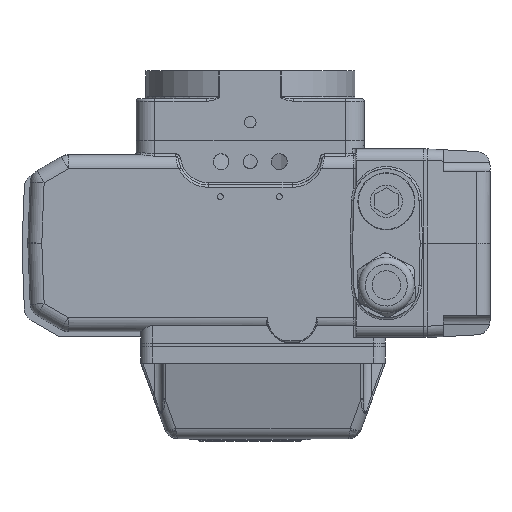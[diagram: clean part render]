
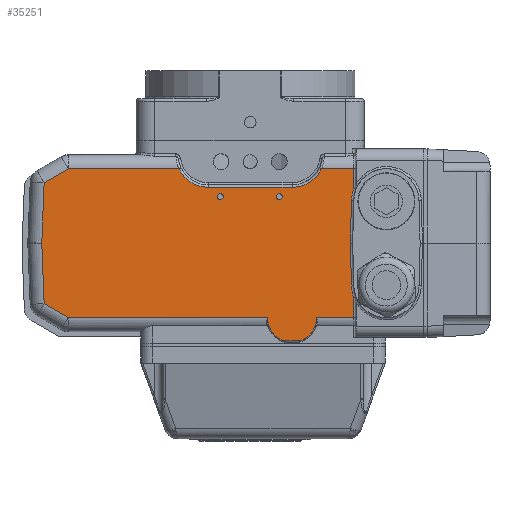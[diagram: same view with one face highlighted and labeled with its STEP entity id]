
A CAD part, front view. The second image highlights one B-rep face of the part: STEP entity #35251.
In plain terms, the highlighted face is planar.
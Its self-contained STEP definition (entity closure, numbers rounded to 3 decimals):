
#1862=LINE('',#51967,#4831);
#1868=LINE('',#52016,#4837);
#1870=LINE('',#52031,#4839);
#1872=LINE('',#52037,#4841);
#1874=LINE('',#52053,#4843);
#1913=LINE('',#52706,#4882);
#1920=LINE('',#52901,#4889);
#1923=LINE('',#52912,#4892);
#1925=LINE('',#52920,#4894);
#1928=LINE('',#52935,#4897);
#1930=LINE('',#52945,#4899);
#1932=LINE('',#52952,#4901);
#2415=LINE('',#54973,#5384);
#2416=LINE('',#54974,#5385);
#4831=VECTOR('',#41264,1000.);
#4837=VECTOR('',#41306,1000.);
#4839=VECTOR('',#41318,1000.);
#4841=VECTOR('',#41324,1000.);
#4843=VECTOR('',#41336,1000.);
#4882=VECTOR('',#41535,1000.);
#4889=VECTOR('',#41590,1000.);
#4892=VECTOR('',#41603,1000.);
#4894=VECTOR('',#41613,1000.);
#4897=VECTOR('',#41620,1000.);
#4899=VECTOR('',#41632,1000.);
#4901=VECTOR('',#41642,1000.);
#5384=VECTOR('',#43653,1000.);
#5385=VECTOR('',#43654,1000.);
#7793=CIRCLE('',#37440,10.5);
#7794=CIRCLE('',#37442,10.5);
#7803=CIRCLE('',#37458,15.);
#7806=CIRCLE('',#37464,15.);
#7857=CIRCLE('',#37543,14.);
#7865=CIRCLE('',#37555,14.);
#8256=CIRCLE('',#38354,1.25);
#8257=CIRCLE('',#38355,1.25);
#11579=ORIENTED_EDGE('',*,*,#21190,.F.);
#11580=ORIENTED_EDGE('',*,*,#21191,.F.);
#11581=ORIENTED_EDGE('',*,*,#20253,.T.);
#11582=ORIENTED_EDGE('',*,*,#20082,.T.);
#11583=ORIENTED_EDGE('',*,*,#20079,.T.);
#11584=ORIENTED_EDGE('',*,*,#20081,.T.);
#11585=ORIENTED_EDGE('',*,*,#21192,.T.);
#11586=ORIENTED_EDGE('',*,*,#20098,.T.);
#11587=ORIENTED_EDGE('',*,*,#20101,.T.);
#11588=ORIENTED_EDGE('',*,*,#20104,.T.);
#11589=ORIENTED_EDGE('',*,*,#20107,.T.);
#11590=ORIENTED_EDGE('',*,*,#20110,.T.);
#11591=ORIENTED_EDGE('',*,*,#20113,.T.);
#11592=ORIENTED_EDGE('',*,*,#21193,.T.);
#11593=ORIENTED_EDGE('',*,*,#20222,.T.);
#11594=ORIENTED_EDGE('',*,*,#20216,.T.);
#11595=ORIENTED_EDGE('',*,*,#20210,.T.);
#11596=ORIENTED_EDGE('',*,*,#20258,.T.);
#11597=ORIENTED_EDGE('',*,*,#20263,.T.);
#11598=ORIENTED_EDGE('',*,*,#20267,.T.);
#11599=ORIENTED_EDGE('',*,*,#20243,.T.);
#11600=ORIENTED_EDGE('',*,*,#20249,.T.);
#20079=EDGE_CURVE('',#25341,#25344,#1862,.T.);
#20081=EDGE_CURVE('',#25344,#25335,#7793,.T.);
#20082=EDGE_CURVE('',#25340,#25341,#7794,.T.);
#20098=EDGE_CURVE('',#25348,#25355,#1868,.T.);
#20101=EDGE_CURVE('',#25355,#25357,#7803,.T.);
#20104=EDGE_CURVE('',#25357,#25359,#1870,.T.);
#20107=EDGE_CURVE('',#25359,#25361,#1872,.T.);
#20110=EDGE_CURVE('',#25361,#25363,#7806,.T.);
#20113=EDGE_CURVE('',#25363,#25365,#1874,.T.);
#20210=EDGE_CURVE('',#25432,#25428,#7857,.T.);
#20216=EDGE_CURVE('',#25436,#25432,#1913,.T.);
#20222=EDGE_CURVE('',#25440,#25436,#7865,.T.);
#20243=EDGE_CURVE('',#25450,#25452,#1920,.T.);
#20249=EDGE_CURVE('',#25452,#25455,#1923,.T.);
#20253=EDGE_CURVE('',#25455,#25340,#1925,.T.);
#20258=EDGE_CURVE('',#25428,#25460,#1928,.T.);
#20263=EDGE_CURVE('',#25460,#25463,#1930,.T.);
#20267=EDGE_CURVE('',#25463,#25450,#1932,.T.);
#21190=EDGE_CURVE('',#26028,#26028,#8256,.T.);
#21191=EDGE_CURVE('',#26029,#26029,#8257,.T.);
#21192=EDGE_CURVE('',#25335,#25348,#2415,.T.);
#21193=EDGE_CURVE('',#25365,#25440,#2416,.T.);
#25335=VERTEX_POINT('',#51861);
#25340=VERTEX_POINT('',#51941);
#25341=VERTEX_POINT('',#51958);
#25344=VERTEX_POINT('',#51966);
#25348=VERTEX_POINT('',#51987);
#25355=VERTEX_POINT('',#52015);
#25357=VERTEX_POINT('',#52021);
#25359=VERTEX_POINT('',#52030);
#25361=VERTEX_POINT('',#52036);
#25363=VERTEX_POINT('',#52046);
#25365=VERTEX_POINT('',#52052);
#25428=VERTEX_POINT('',#52663);
#25432=VERTEX_POINT('',#52691);
#25436=VERTEX_POINT('',#52703);
#25440=VERTEX_POINT('',#52715);
#25450=VERTEX_POINT('',#52895);
#25452=VERTEX_POINT('',#52900);
#25455=VERTEX_POINT('',#52911);
#25460=VERTEX_POINT('',#52934);
#25463=VERTEX_POINT('',#52944);
#26028=VERTEX_POINT('',#54970);
#26029=VERTEX_POINT('',#54972);
#29262=EDGE_LOOP('',(#11579));
#29263=EDGE_LOOP('',(#11580));
#29264=EDGE_LOOP('',(#11581,#11582,#11583,#11584,#11585,#11586,#11587,#11588,
#11589,#11590,#11591,#11592,#11593,#11594,#11595,#11596,#11597,#11598,#11599,
#11600));
#31780=FACE_BOUND('',#29262,.T.);
#31781=FACE_BOUND('',#29263,.T.);
#31782=FACE_BOUND('',#29264,.T.);
#34004=PLANE('',#38353);
#35251=ADVANCED_FACE('',(#31780,#31781,#31782),#34004,.T.);
#37440=AXIS2_PLACEMENT_3D('',#51970,#41269,#41270);
#37442=AXIS2_PLACEMENT_3D('',#51972,#41273,#41274);
#37458=AXIS2_PLACEMENT_3D('',#52022,#41312,#41313);
#37464=AXIS2_PLACEMENT_3D('',#52047,#41328,#41329);
#37543=AXIS2_PLACEMENT_3D('',#52694,#41522,#41523);
#37555=AXIS2_PLACEMENT_3D('',#52718,#41550,#41551);
#38353=AXIS2_PLACEMENT_3D('',#54968,#43647,#43648);
#38354=AXIS2_PLACEMENT_3D('',#54969,#43649,#43650);
#38355=AXIS2_PLACEMENT_3D('',#54971,#43651,#43652);
#41264=DIRECTION('',(1.,0.,0.));
#41269=DIRECTION('',(0.,1.,0.));
#41270=DIRECTION('',(0.,0.,1.));
#41273=DIRECTION('',(0.,1.,0.));
#41274=DIRECTION('',(0.,0.,1.));
#41306=DIRECTION('',(0.,0.,-1.));
#41312=DIRECTION('',(0.,-1.,0.));
#41313=DIRECTION('',(0.,0.,1.));
#41318=DIRECTION('',(-0.026,0.,-1.));
#41324=DIRECTION('',(0.026,0.,-1.));
#41328=DIRECTION('',(0.,-1.,0.));
#41329=DIRECTION('',(0.,0.,1.));
#41336=DIRECTION('',(0.,0.,-1.));
#41522=DIRECTION('',(0.,-1.,0.));
#41523=DIRECTION('',(0.,0.,1.));
#41535=DIRECTION('',(-1.,0.,0.));
#41550=DIRECTION('',(0.,-1.,0.));
#41551=DIRECTION('',(0.,0.,1.));
#41590=DIRECTION('',(0.038,0.,0.999));
#41603=DIRECTION('',(0.866,0.,0.5));
#41613=DIRECTION('',(1.,0.,0.));
#41620=DIRECTION('',(-1.,0.,0.));
#41632=DIRECTION('',(-0.866,0.,0.5));
#41642=DIRECTION('',(-0.038,0.,0.999));
#43647=DIRECTION('',(0.,1.,0.));
#43648=DIRECTION('',(0.,0.,1.));
#43649=DIRECTION('',(0.,1.,0.));
#43650=DIRECTION('',(0.,0.,1.));
#43651=DIRECTION('',(0.,1.,0.));
#43652=DIRECTION('',(0.,0.,1.));
#43653=DIRECTION('',(1.,0.,0.));
#43654=DIRECTION('',(-1.,0.,0.));
#51861=CARTESIAN_POINT('',(138.431,0.,58.447));
#51941=CARTESIAN_POINT('',(117.431,0.,58.447));
#51958=CARTESIAN_POINT('',(124.73,0.,68.447));
#51966=CARTESIAN_POINT('',(131.133,0.,68.447));
#51967=CARTESIAN_POINT('',(156.039,0.,68.447));
#51970=CARTESIAN_POINT('',(127.931,0.,58.447));
#51972=CARTESIAN_POINT('',(127.931,0.,58.447));
#51987=CARTESIAN_POINT('',(154.431,0.,58.447));
#52015=CARTESIAN_POINT('',(154.431,0.,49.832));
#52016=CARTESIAN_POINT('',(154.431,0.,-5.553));
#52021=CARTESIAN_POINT('',(153.436,0.,44.84));
#52022=CARTESIAN_POINT('',(168.431,0.,44.447));
#52030=CARTESIAN_POINT('',(152.955,0.,26.447));
#52031=CARTESIAN_POINT('',(152.12,0.,-5.45));
#52036=CARTESIAN_POINT('',(153.436,0.,8.054));
#52037=CARTESIAN_POINT('',(153.794,0.,-5.612));
#52046=CARTESIAN_POINT('',(154.431,0.,3.062));
#52047=CARTESIAN_POINT('',(168.431,0.,8.447));
#52052=CARTESIAN_POINT('',(154.431,0.,-5.553));
#52053=CARTESIAN_POINT('',(154.431,0.,-5.553));
#52663=CARTESIAN_POINT('',(79.282,0.,-5.553));
#52691=CARTESIAN_POINT('',(91.931,0.,2.447));
#52694=CARTESIAN_POINT('',(91.931,0.,-11.553));
#52703=CARTESIAN_POINT('',(127.931,0.,2.447));
#52706=CARTESIAN_POINT('',(91.931,0.,2.447));
#52715=CARTESIAN_POINT('',(140.58,0.,-5.553));
#52718=CARTESIAN_POINT('',(127.931,0.,-11.553));
#52895=CARTESIAN_POINT('',(20.436,0.,26.447));
#52900=CARTESIAN_POINT('',(21.431,0.,52.447));
#52901=CARTESIAN_POINT('',(19.411,0.,-0.321));
#52911=CARTESIAN_POINT('',(31.824,0.,58.447));
#52912=CARTESIAN_POINT('',(97.272,0.,96.234));
#52920=CARTESIAN_POINT('',(156.039,0.,58.447));
#52934=CARTESIAN_POINT('',(31.824,0.,-5.553));
#52935=CARTESIAN_POINT('',(156.039,0.,-5.553));
#52944=CARTESIAN_POINT('',(21.431,0.,0.447));
#52945=CARTESIAN_POINT('',(124.985,0.,-59.34));
#52952=CARTESIAN_POINT('',(21.858,0.,-10.691));
#54968=CARTESIAN_POINT('',(156.039,0.,-5.553));
#54969=CARTESIAN_POINT('',(97.165,0.,6.447));
#54970=CARTESIAN_POINT('',(97.165,0.,7.697));
#54971=CARTESIAN_POINT('',(122.431,0.,6.447));
#54972=CARTESIAN_POINT('',(122.431,0.,7.697));
#54973=CARTESIAN_POINT('',(156.039,0.,58.447));
#54974=CARTESIAN_POINT('',(156.039,0.,-5.553));
